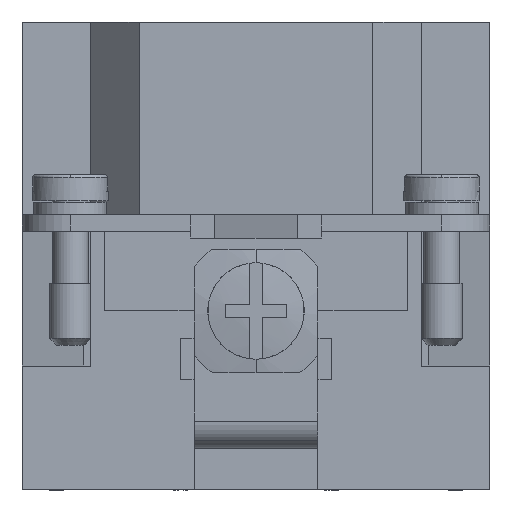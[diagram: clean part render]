
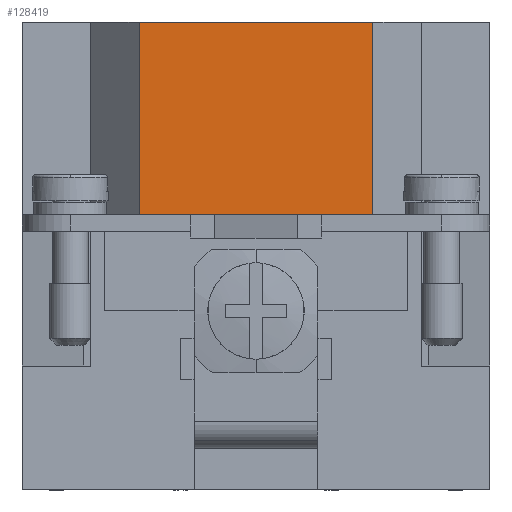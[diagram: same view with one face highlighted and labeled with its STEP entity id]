
A CAD part, left-side view. The second image highlights one B-rep face of the part: STEP entity #128419.
In plain terms, the highlighted planar face has unit normal (-1, 0, 0).
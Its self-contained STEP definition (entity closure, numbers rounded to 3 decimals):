
#125701=CARTESIAN_POINT('',(-55.0,8.5,14.));
#125702=VERTEX_POINT('',#125701);
#125709=CARTESIAN_POINT('',(-55.0,-8.5,14.));
#125710=VERTEX_POINT('',#125709);
#125711=CARTESIAN_POINT('',(-55.0,-8.5,14.));
#125712=DIRECTION('',(0.0,1.0,0.0));
#125713=VECTOR('',#125712,17.0);
#125714=LINE('',#125711,#125713);
#125715=EDGE_CURVE('',#125710,#125702,#125714,.T.);
#127401=CARTESIAN_POINT('',(-55.0,-8.5,0.0));
#127402=VERTEX_POINT('',#127401);
#127409=CARTESIAN_POINT('',(-55.0,8.5,0.0));
#127410=VERTEX_POINT('',#127409);
#127411=CARTESIAN_POINT('',(-55.0,-8.5,0.0));
#127412=DIRECTION('',(0.0,1.0,0.0));
#127413=VECTOR('',#127412,17.0);
#127414=LINE('',#127411,#127413);
#127415=EDGE_CURVE('',#127402,#127410,#127414,.T.);
#128238=CARTESIAN_POINT('',(-55.0,8.5,0.0));
#128239=DIRECTION('',(0.0,0.0,1.0));
#128240=VECTOR('',#128239,14.);
#128241=LINE('',#128238,#128240);
#128242=EDGE_CURVE('',#127410,#125702,#128241,.T.);
#128397=CARTESIAN_POINT('',(-55.0,-8.5,0.0));
#128398=DIRECTION('',(0.0,0.0,1.0));
#128399=VECTOR('',#128398,14.);
#128400=LINE('',#128397,#128399);
#128401=EDGE_CURVE('',#127402,#125710,#128400,.T.);
#128408=CARTESIAN_POINT('',(-55.0,-8.5,0.0));
#128409=DIRECTION('',(-1.0,0.0,0.0));
#128410=DIRECTION('',(0.0,0.0,1.0));
#128411=AXIS2_PLACEMENT_3D('',#128408,#128409,#128410);
#128412=PLANE('',#128411);
#128413=ORIENTED_EDGE('',*,*,#125715,.T.);
#128414=ORIENTED_EDGE('',*,*,#128242,.F.);
#128415=ORIENTED_EDGE('',*,*,#127415,.F.);
#128416=ORIENTED_EDGE('',*,*,#128401,.T.);
#128417=EDGE_LOOP('',(#128413,#128414,#128415,#128416));
#128418=FACE_OUTER_BOUND('',#128417,.T.);
#128419=ADVANCED_FACE('',(#128418),#128412,.T.);
